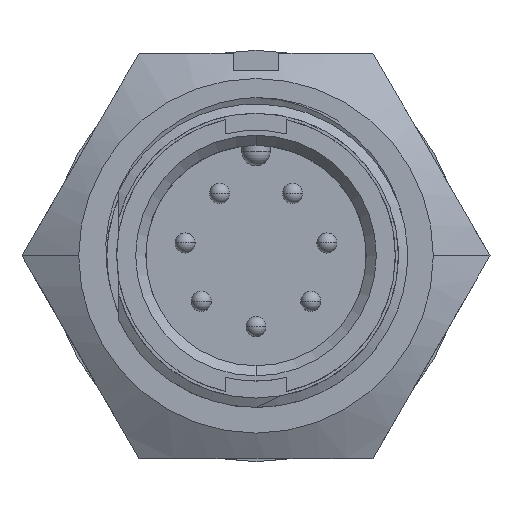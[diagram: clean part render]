
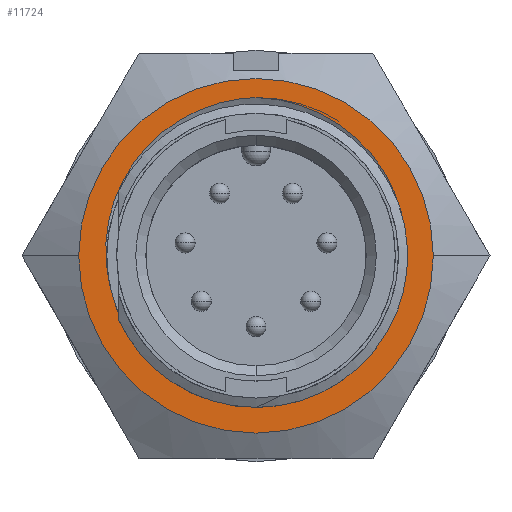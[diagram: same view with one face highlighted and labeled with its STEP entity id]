
A CAD part, top view. The second image highlights one B-rep face of the part: STEP entity #11724.
In plain terms, the highlighted planar face has unit normal (0, 0, 1).
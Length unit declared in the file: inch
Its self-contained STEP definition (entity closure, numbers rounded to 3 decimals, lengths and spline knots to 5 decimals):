
#107 = AXIS2_PLACEMENT_3D ( 'NONE', #7941, #2214, #8917 ) ;
#173 = CARTESIAN_POINT ( 'NONE',  ( 0.28876, -0.05788, -0.319 ) ) ;
#218 = CARTESIAN_POINT ( 'NONE',  ( 0., 0.3125, -0.319 ) ) ;
#263 = CARTESIAN_POINT ( 'NONE',  ( 0.25816, 0.15857, -0.319 ) ) ;
#467 = CARTESIAN_POINT ( 'NONE',  ( -0.29594, -0.01351, -0.319 ) ) ;
#511 = CARTESIAN_POINT ( 'NONE',  ( -0.0885, 0.29751, -0.319 ) ) ;
#735 = CARTESIAN_POINT ( 'NONE',  ( 0., 0., -0.319 ) ) ;
#1107 = DIRECTION ( 'NONE',  ( 0., 0., -1. ) ) ;
#1213 = CARTESIAN_POINT ( 'NONE',  ( 0.28463, 0.09675, -0.319 ) ) ;
#1236 = AXIS2_PLACEMENT_3D ( 'NONE', #6834, #1107, #7790 ) ;
#1432 = CARTESIAN_POINT ( 'NONE',  ( -0.2967, 0.03127, -0.319 ) ) ;
#1474 = CARTESIAN_POINT ( 'NONE',  ( -0.02252, 0.3118, -0.319 ) ) ;
#1493 = CARTESIAN_POINT ( 'NONE',  ( 0., 0.3125, -0.319 ) ) ;
#1537 = EDGE_CURVE ( 'NONE', #8567, #5910, #2580, .T. ) ;
#1690 = DIRECTION ( 'NONE',  ( -1., 0., 0. ) ) ;
#1970 = PLANE ( 'NONE',  #10598 ) ;
#2128 = CARTESIAN_POINT ( 'NONE',  ( 0.04473, 0.30804, -0.319 ) ) ;
#2148 = ORIENTED_EDGE ( 'NONE', *, *, #8654, .T. ) ;
#2171 = CARTESIAN_POINT ( 'NONE',  ( 0.29673, 0.03074, -0.319 ) ) ;
#2214 = DIRECTION ( 'NONE',  ( 0., 0., 1. ) ) ;
#2385 = CARTESIAN_POINT ( 'NONE',  ( -0.28445, 0.09743, -0.319 ) ) ;
#2580 = CIRCLE ( 'NONE', #1236, 0.35 ) ;
#2875 = ORIENTED_EDGE ( 'NONE', *, *, #1537, .F. ) ;
#2883 = ORIENTED_EDGE ( 'NONE', *, *, #5206, .F. ) ;
#2926 = DIRECTION ( 'NONE',  ( -1., 0., 0. ) ) ;
#3090 = CARTESIAN_POINT ( 'NONE',  ( 0.08828, 0.29757, -0.319 ) ) ;
#3131 = CARTESIAN_POINT ( 'NONE',  ( 0.29395, -0.03594, -0.319 ) ) ;
#3137 = EDGE_CURVE ( 'NONE', #6493, #7991, #5142, .T. ) ;
#3177 = EDGE_LOOP ( 'NONE', ( #10966, #2148, #10509 ) ) ;
#3347 = CARTESIAN_POINT ( 'NONE',  ( -0.25809, 0.15867, -0.319 ) ) ;
#4061 = CARTESIAN_POINT ( 'NONE',  ( 0.14943, 0.26947, -0.319 ) ) ;
#4283 = CARTESIAN_POINT ( 'NONE',  ( -0.29331, -0.03584, -0.319 ) ) ;
#4322 = CARTESIAN_POINT ( 'NONE',  ( -0.21858, 0.21298, -0.319 ) ) ;
#4394 = FACE_BOUND ( 'NONE', #3177, .T. ) ;
#4889 = CARTESIAN_POINT ( 'NONE',  ( 0.35, 0., -0.319 ) ) ;
#5011 = CARTESIAN_POINT ( 'NONE',  ( 0.20255, 0.22923, -0.319 ) ) ;
#5142 = B_SPLINE_CURVE_WITH_KNOTS ( 'NONE', 3,
 ( #11929, #10969, #4283, #467, #7155, #1432, #8108, #2385, #9096, #3347, #10049, #4322, #11015, #5264, #11969, #6234, #511, #7193, #1474, #8152 ),
 .UNSPECIFIED., .F., .F.,
 ( 4, 2, 2, 2, 2, 2, 2, 2, 2, 4 ),
 ( 0., 0.00086, 0.00171, 0.00343, 0.00514, 0.00685, 0.00856, 0.01028, 0.01199, 0.0137 ),
 .UNSPECIFIED. ) ;
#5206 = EDGE_CURVE ( 'NONE', #5910, #8567, #9875, .T. ) ;
#5264 = CARTESIAN_POINT ( 'NONE',  ( -0.16811, 0.25734, -0.319 ) ) ;
#5901 = B_SPLINE_CURVE_WITH_KNOTS ( 'NONE', 3,
 ( #218, #5926, #7858, #2128, #8823, #3090, #9794, #4061, #10751, #5011, #11706, #5967, #263, #6942, #1213, #7900, #2171, #8864, #3131, #9835 ),
 .UNSPECIFIED., .F., .F.,
 ( 4, 2, 2, 2, 2, 2, 2, 2, 2, 4 ),
 ( 0., 0.00086, 0.00171, 0.00343, 0.00514, 0.00685, 0.00856, 0.01028, 0.01199, 0.0137 ),
 .UNSPECIFIED. ) ;
#5910 = VERTEX_POINT ( 'NONE', #10213 ) ;
#5926 = CARTESIAN_POINT ( 'NONE',  ( 0.01126, 0.31215, -0.319 ) ) ;
#5967 = CARTESIAN_POINT ( 'NONE',  ( 0.24626, 0.1778, -0.319 ) ) ;
#6234 = CARTESIAN_POINT ( 'NONE',  ( -0.10971, 0.28953, -0.319 ) ) ;
#6493 = VERTEX_POINT ( 'NONE', #11916 ) ;
#6715 = AXIS2_PLACEMENT_3D ( 'NONE', #735, #7420, #1690 ) ;
#6834 = CARTESIAN_POINT ( 'NONE',  ( 0., 0., -0.319 ) ) ;
#6942 = CARTESIAN_POINT ( 'NONE',  ( 0.27742, 0.11786, -0.319 ) ) ;
#7155 = CARTESIAN_POINT ( 'NONE',  ( -0.2966, -0.00224, -0.319 ) ) ;
#7193 = CARTESIAN_POINT ( 'NONE',  ( -0.04496, 0.30862, -0.319 ) ) ;
#7420 = DIRECTION ( 'NONE',  ( 0., 0., -1. ) ) ;
#7790 = DIRECTION ( 'NONE',  ( -1., 0., 0. ) ) ;
#7858 = CARTESIAN_POINT ( 'NONE',  ( 0.02246, 0.31119, -0.319 ) ) ;
#7900 = CARTESIAN_POINT ( 'NONE',  ( 0.2943, 0.05334, -0.319 ) ) ;
#7941 = CARTESIAN_POINT ( 'NONE',  ( 0., 0., -0.319 ) ) ;
#7991 = VERTEX_POINT ( 'NONE', #1493 ) ;
#8108 = CARTESIAN_POINT ( 'NONE',  ( -0.2943, 0.05346, -0.319 ) ) ;
#8152 = CARTESIAN_POINT ( 'NONE',  ( 0., 0.3125, -0.319 ) ) ;
#8272 = CIRCLE ( 'NONE', #107, 0.2945 ) ;
#8567 = VERTEX_POINT ( 'NONE', #4889 ) ;
#8639 = VERTEX_POINT ( 'NONE', #173 ) ;
#8654 = EDGE_CURVE ( 'NONE', #7991, #8639, #5901, .T. ) ;
#8665 = DIRECTION ( 'NONE',  ( 0., 0., -1. ) ) ;
#8823 = CARTESIAN_POINT ( 'NONE',  ( 0.0558, 0.30585, -0.319 ) ) ;
#8864 = CARTESIAN_POINT ( 'NONE',  ( 0.29654, -0.01383, -0.319 ) ) ;
#8917 = DIRECTION ( 'NONE',  ( 1., 0., 0. ) ) ;
#9096 = CARTESIAN_POINT ( 'NONE',  ( -0.27717, 0.11846, -0.319 ) ) ;
#9184 = FACE_OUTER_BOUND ( 'NONE', #10656, .T. ) ;
#9588 = CARTESIAN_POINT ( 'NONE',  ( -0.23094, -0.4, -0.319 ) ) ;
#9794 = CARTESIAN_POINT ( 'NONE',  ( 0.1092, 0.28976, -0.319 ) ) ;
#9835 = CARTESIAN_POINT ( 'NONE',  ( 0.28876, -0.05788, -0.319 ) ) ;
#9875 = CIRCLE ( 'NONE', #6715, 0.35 ) ;
#10049 = CARTESIAN_POINT ( 'NONE',  ( -0.24611, 0.178, -0.319 ) ) ;
#10213 = CARTESIAN_POINT ( 'NONE',  ( -0.35, 0., -0.319 ) ) ;
#10509 = ORIENTED_EDGE ( 'NONE', *, *, #11956, .F. ) ;
#10598 = AXIS2_PLACEMENT_3D ( 'NONE', #9588, #8665, #2926 ) ;
#10656 = EDGE_LOOP ( 'NONE', ( #2883, #2875 ) ) ;
#10751 = CARTESIAN_POINT ( 'NONE',  ( 0.16807, 0.25734, -0.319 ) ) ;
#10966 = ORIENTED_EDGE ( 'NONE', *, *, #3137, .T. ) ;
#10969 = CARTESIAN_POINT ( 'NONE',  ( -0.29136, -0.04691, -0.319 ) ) ;
#11015 = CARTESIAN_POINT ( 'NONE',  ( -0.20298, 0.22885, -0.319 ) ) ;
#11706 = CARTESIAN_POINT ( 'NONE',  ( 0.21849, 0.2131, -0.319 ) ) ;
#11724 = ADVANCED_FACE ( 'NONE', ( #4394, #9184 ), #1970, .F. ) ;
#11916 = CARTESIAN_POINT ( 'NONE',  ( -0.28876, -0.05788, -0.319 ) ) ;
#11929 = CARTESIAN_POINT ( 'NONE',  ( -0.28876, -0.05788, -0.319 ) ) ;
#11956 = EDGE_CURVE ( 'NONE', #6493, #8639, #8272, .T. ) ;
#11969 = CARTESIAN_POINT ( 'NONE',  ( -0.14941, 0.26946, -0.319 ) ) ;
